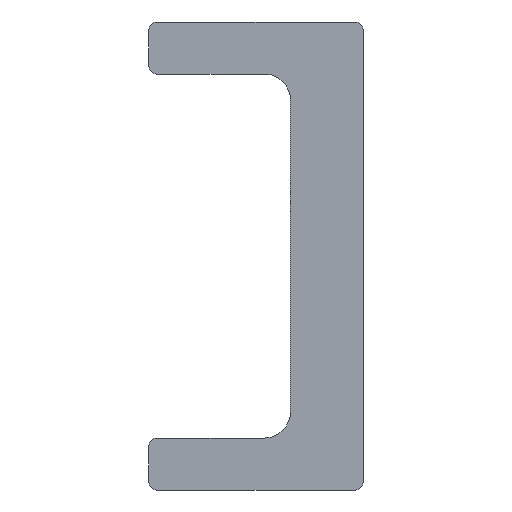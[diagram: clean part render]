
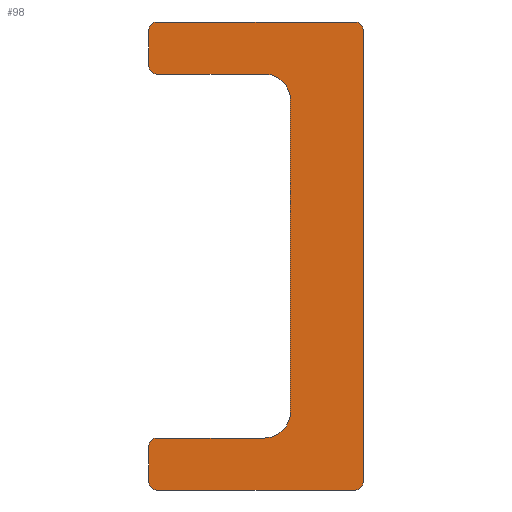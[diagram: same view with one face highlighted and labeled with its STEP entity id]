
A CAD part, front view. The second image highlights one B-rep face of the part: STEP entity #98.
In plain terms, the highlighted planar face has unit normal (0, -1, 0).
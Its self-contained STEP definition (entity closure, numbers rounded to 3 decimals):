
#98 = ADVANCED_FACE( '', ( #207 ), #208, .F. );
#207 = FACE_OUTER_BOUND( '', #308, .T. );
#208 = PLANE( '', #309 );
#308 = EDGE_LOOP( '', ( #499, #500, #501, #502, #503, #504, #505, #506, #507, #508, #509, #510, #511, #512, #513, #514 ) );
#309 = AXIS2_PLACEMENT_3D( '', #515, #516, #517 );
#499 = ORIENTED_EDGE( '', *, *, #594, .F. );
#500 = ORIENTED_EDGE( '', *, *, #605, .T. );
#501 = ORIENTED_EDGE( '', *, *, #553, .F. );
#502 = ORIENTED_EDGE( '', *, *, #559, .T. );
#503 = ORIENTED_EDGE( '', *, *, #547, .F. );
#504 = ORIENTED_EDGE( '', *, *, #585, .T. );
#505 = ORIENTED_EDGE( '', *, *, #563, .F. );
#506 = ORIENTED_EDGE( '', *, *, #568, .T. );
#507 = ORIENTED_EDGE( '', *, *, #620, .F. );
#508 = ORIENTED_EDGE( '', *, *, #612, .T. );
#509 = ORIENTED_EDGE( '', *, *, #615, .F. );
#510 = ORIENTED_EDGE( '', *, *, #579, .T. );
#511 = ORIENTED_EDGE( '', *, *, #608, .F. );
#512 = ORIENTED_EDGE( '', *, *, #598, .T. );
#513 = ORIENTED_EDGE( '', *, *, #602, .F. );
#514 = ORIENTED_EDGE( '', *, *, #589, .T. );
#515 = CARTESIAN_POINT( '', ( -4.125, 0., 9. ) );
#516 = DIRECTION( '', ( 0., 1., 0. ) );
#517 = DIRECTION( '', ( 0., 0., 1. ) );
#547 = EDGE_CURVE( '', #638, #640, #641, .T. );
#553 = EDGE_CURVE( '', #649, #650, #651, .T. );
#559 = EDGE_CURVE( '', #649, #640, #659, .F. );
#563 = EDGE_CURVE( '', #664, #666, #667, .T. );
#568 = EDGE_CURVE( '', #664, #672, #674, .T. );
#579 = EDGE_CURVE( '', #692, #690, #693, .F. );
#585 = EDGE_CURVE( '', #638, #666, #700, .F. );
#589 = EDGE_CURVE( '', #707, #705, #708, .F. );
#594 = EDGE_CURVE( '', #713, #705, #715, .T. );
#598 = EDGE_CURVE( '', #722, #720, #723, .F. );
#602 = EDGE_CURVE( '', #707, #720, #727, .T. );
#605 = EDGE_CURVE( '', #713, #650, #730, .F. );
#608 = EDGE_CURVE( '', #722, #690, #733, .T. );
#612 = EDGE_CURVE( '', #740, #738, #741, .T. );
#615 = EDGE_CURVE( '', #692, #738, #744, .T. );
#620 = EDGE_CURVE( '', #740, #672, #750, .T. );
#638 = VERTEX_POINT( '', #769 );
#640 = VERTEX_POINT( '', #772 );
#641 = LINE( '', #773, #774 );
#649 = VERTEX_POINT( '', #783 );
#650 = VERTEX_POINT( '', #784 );
#651 = LINE( '', #785, #786 );
#659 = CIRCLE( '', #797, 0.3 );
#664 = VERTEX_POINT( '', #803 );
#666 = VERTEX_POINT( '', #806 );
#667 = LINE( '', #807, #808 );
#672 = VERTEX_POINT( '', #814 );
#674 = CIRCLE( '', #817, 1. );
#690 = VERTEX_POINT( '', #833 );
#692 = VERTEX_POINT( '', #836 );
#693 = CIRCLE( '', #837, 0.3 );
#700 = CIRCLE( '', #845, 0.3 );
#705 = VERTEX_POINT( '', #850 );
#707 = VERTEX_POINT( '', #853 );
#708 = CIRCLE( '', #854, 0.3 );
#713 = VERTEX_POINT( '', #861 );
#715 = LINE( '', #864, #865 );
#720 = VERTEX_POINT( '', #870 );
#722 = VERTEX_POINT( '', #873 );
#723 = CIRCLE( '', #874, 0.3 );
#727 = LINE( '', #880, #881 );
#730 = CIRCLE( '', #884, 0.3 );
#733 = LINE( '', #888, #889 );
#738 = VERTEX_POINT( '', #894 );
#740 = VERTEX_POINT( '', #897 );
#741 = CIRCLE( '', #898, 1. );
#744 = LINE( '', #902, #903 );
#750 = LINE( '', #911, #912 );
#769 = CARTESIAN_POINT( '', ( -4.125, 0., 7.3 ) );
#772 = CARTESIAN_POINT( '', ( -4.125, 0., 8.7 ) );
#773 = CARTESIAN_POINT( '', ( -4.125, 0., -9. ) );
#774 = VECTOR( '', #930, 1000. );
#783 = CARTESIAN_POINT( '', ( -3.825, 0., 9. ) );
#784 = CARTESIAN_POINT( '', ( 3.825, 0., 9. ) );
#785 = CARTESIAN_POINT( '', ( -4.125, 0., 9. ) );
#786 = VECTOR( '', #938, 1000. );
#797 = AXIS2_PLACEMENT_3D( '', #945, #946, #947 );
#803 = CARTESIAN_POINT( '', ( 0.325, 0., 7. ) );
#806 = CARTESIAN_POINT( '', ( -3.825, 0., 7. ) );
#807 = CARTESIAN_POINT( '', ( -4.125, 0., 7. ) );
#808 = VECTOR( '', #950, 1000. );
#814 = CARTESIAN_POINT( '', ( 1.325, 0., 6. ) );
#817 = AXIS2_PLACEMENT_3D( '', #956, #957, #958 );
#833 = CARTESIAN_POINT( '', ( -4.125, 0., -7.3 ) );
#836 = CARTESIAN_POINT( '', ( -3.825, 0., -7. ) );
#837 = AXIS2_PLACEMENT_3D( '', #975, #976, #977 );
#845 = AXIS2_PLACEMENT_3D( '', #985, #986, #987 );
#850 = CARTESIAN_POINT( '', ( 4.125, 0., -8.7 ) );
#853 = CARTESIAN_POINT( '', ( 3.825, 0., -9. ) );
#854 = AXIS2_PLACEMENT_3D( '', #992, #993, #994 );
#861 = CARTESIAN_POINT( '', ( 4.125, 0., 8.7 ) );
#864 = CARTESIAN_POINT( '', ( 4.125, 0., 9. ) );
#865 = VECTOR( '', #998, 1000. );
#870 = CARTESIAN_POINT( '', ( -3.825, 0., -9. ) );
#873 = CARTESIAN_POINT( '', ( -4.125, 0., -8.7 ) );
#874 = AXIS2_PLACEMENT_3D( '', #1003, #1004, #1005 );
#880 = CARTESIAN_POINT( '', ( 4.125, 0., -9. ) );
#881 = VECTOR( '', #1008, 1000. );
#884 = AXIS2_PLACEMENT_3D( '', #1012, #1013, #1014 );
#888 = CARTESIAN_POINT( '', ( -4.125, 0., -9. ) );
#889 = VECTOR( '', #1016, 1000. );
#894 = CARTESIAN_POINT( '', ( 0.325, 0., -7. ) );
#897 = CARTESIAN_POINT( '', ( 1.325, 0., -6. ) );
#898 = AXIS2_PLACEMENT_3D( '', #1021, #1022, #1023 );
#902 = CARTESIAN_POINT( '', ( 1.325, 0., -7. ) );
#903 = VECTOR( '', #1025, 1000. );
#911 = CARTESIAN_POINT( '', ( 1.325, 0., 7. ) );
#912 = VECTOR( '', #1031, 1000. );
#930 = DIRECTION( '', ( 0., 0., 1. ) );
#938 = DIRECTION( '', ( 1., 0., 0. ) );
#945 = CARTESIAN_POINT( '', ( -3.825, 0., 8.7 ) );
#946 = DIRECTION( '', ( 0., 1., 0. ) );
#947 = DIRECTION( '', ( 0., 0., 1. ) );
#950 = DIRECTION( '', ( -1., 0., 0. ) );
#956 = CARTESIAN_POINT( '', ( 0.325, 0., 6. ) );
#957 = DIRECTION( '', ( 0., 1., 0. ) );
#958 = DIRECTION( '', ( 0., 0., 1. ) );
#975 = CARTESIAN_POINT( '', ( -3.825, 0., -7.3 ) );
#976 = DIRECTION( '', ( 0., 1., 0. ) );
#977 = DIRECTION( '', ( 0., 0., 1. ) );
#985 = CARTESIAN_POINT( '', ( -3.825, 0., 7.3 ) );
#986 = DIRECTION( '', ( 0., 1., 0. ) );
#987 = DIRECTION( '', ( 0., 0., 1. ) );
#992 = CARTESIAN_POINT( '', ( 3.825, 0., -8.7 ) );
#993 = DIRECTION( '', ( 0., 1., 0. ) );
#994 = DIRECTION( '', ( 0., 0., 1. ) );
#998 = DIRECTION( '', ( 0., 0., -1. ) );
#1003 = CARTESIAN_POINT( '', ( -3.825, 0., -8.7 ) );
#1004 = DIRECTION( '', ( 0., 1., 0. ) );
#1005 = DIRECTION( '', ( 0., 0., 1. ) );
#1008 = DIRECTION( '', ( -1., 0., 0. ) );
#1012 = CARTESIAN_POINT( '', ( 3.825, 0., 8.7 ) );
#1013 = DIRECTION( '', ( 0., 1., 0. ) );
#1014 = DIRECTION( '', ( 0., 0., 1. ) );
#1016 = DIRECTION( '', ( 0., 0., 1. ) );
#1021 = CARTESIAN_POINT( '', ( 0.325, 0., -6. ) );
#1022 = DIRECTION( '', ( 0., 1., 0. ) );
#1023 = DIRECTION( '', ( 0., 0., 1. ) );
#1025 = DIRECTION( '', ( 1., 0., 0. ) );
#1031 = DIRECTION( '', ( 0., 0., 1. ) );
